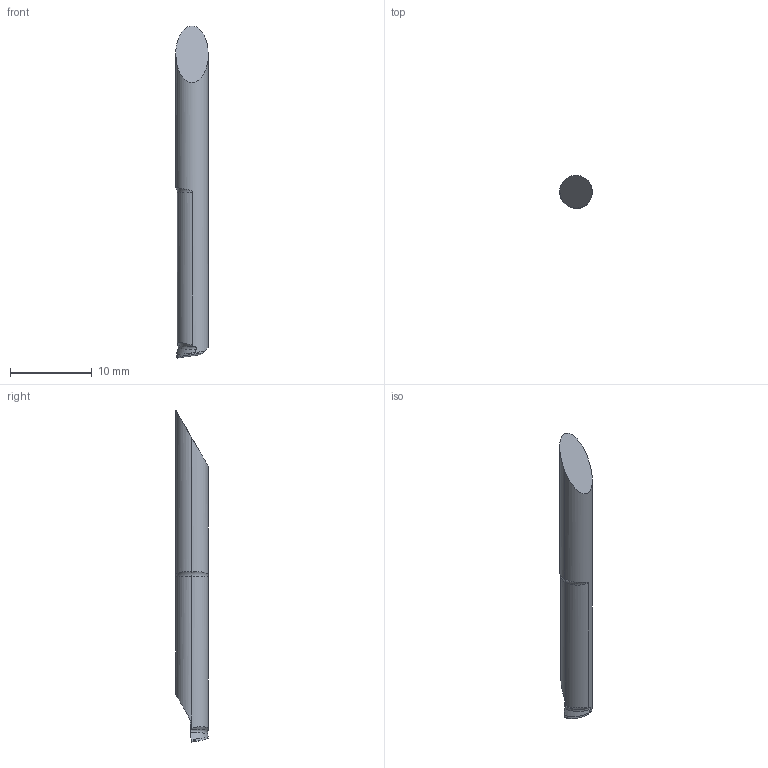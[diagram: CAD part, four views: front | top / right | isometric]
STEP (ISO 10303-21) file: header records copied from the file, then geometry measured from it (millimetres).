
FILE_DESCRIPTION(/* description */ (''),/* implementation_level */ '2;1');
FILE_NAME(/* name */ '1646391480475.stp',/* time_stamp */ '2022-03-04T16:28:10+06:00',/* author */ (''),/* organization */ ('SMS'),/* preprocessor_version */ 'ST-DEVELOPER v16.7',/* originating_system */ 'SIEMENS PLM Software NX 12.0',/* authorisation */ '');
FILE_SCHEMA (('AUTOMOTIVE_DESIGN { 1 0 10303 214 3 1 1 1 }'));
Length unit declared in the file: millimetre
Products named in the file (1): 204014318mod000_00
Bounding box: 4 x 4 x 40.72 mm (x, y, z)
Volume: 427.4 mm3; surface area: 491.1 mm2
Topology: 2 solids, 2 shells, 26 faces, 65 edges, 46 vertices
Faces by surface type: plane 10, cylinder 7, bspline 6, torus 2, cone 1
Entity records: 1051 total; most frequent: CARTESIAN_POINT 451, ORIENTED_EDGE 128, DIRECTION 88, EDGE_CURVE 64, VERTEX_POINT 42, AXIS2_PLACEMENT_3D 33, ADVANCED_FACE 26, FACE_OUTER_BOUND 26
